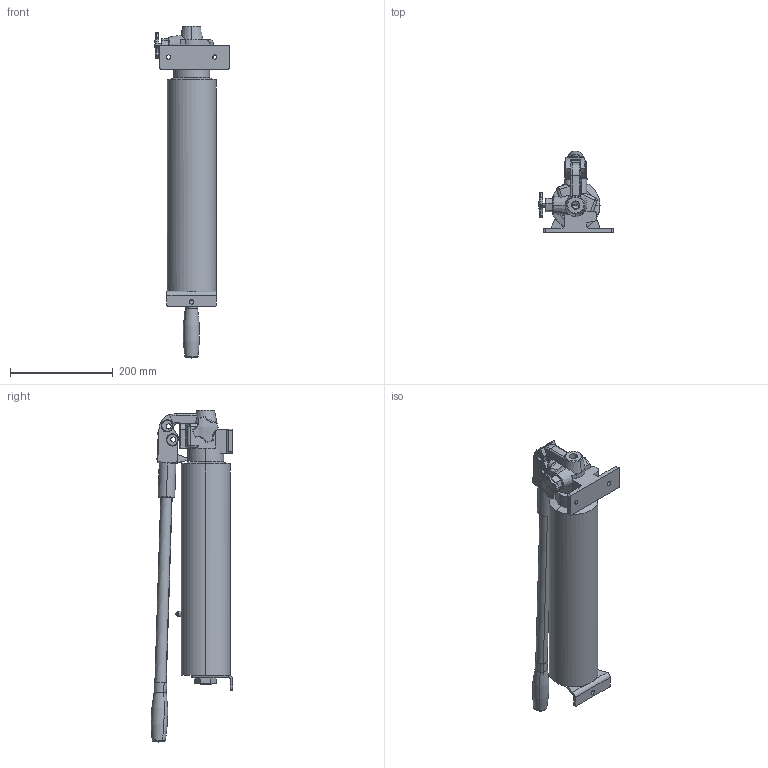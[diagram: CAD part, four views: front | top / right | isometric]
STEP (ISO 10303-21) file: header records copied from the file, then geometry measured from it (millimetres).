
FILE_DESCRIPTION (( 'STEP AP214' ), '1' );
FILE_NAME ('HP227 - STANDARD PUMP.STEP', '2017-01-30T16:24:18', ( '' ), ( '' ), 'SwSTEP 2.0', 'SolidWorks 2017', '' );
FILE_SCHEMA (( 'AUTOMOTIVE_DESIGN' ));
Length unit declared in the file: millimetre
Products named in the file (7): HLC022TU001; PP7-45; HP227 - STANDARD PUMP; HP227 PUMP HD (MOCK UP); HP227-24; HP227 TANK; HP BREATHER PLUG
Assembly tree (6 placements, depth 2):
  HP227 - STANDARD PUMP
    HP227 PUMP HD (MOCK UP)
    PP7-45
    HP227-24
    HLC022TU001
    HP BREATHER PLUG
    HP227 TANK
Bounding box: 145.62 x 158.92 x 645.7 mm (x, y, z)
Volume: 1190104.8 mm3; surface area: 448167.4 mm2
Topology: 6 solids, 6 shells, 419 faces, 1031 edges, 618 vertices
Faces by surface type: cylinder 145, plane 138, torus 48, cone 35, sphere 32, bspline 21
Entity records: 13922 total; most frequent: CARTESIAN_POINT 3655, DIRECTION 2235, ORIENTED_EDGE 2002, EDGE_CURVE 1001, AXIS2_PLACEMENT_3D 882, VERTEX_POINT 610, CIRCLE 475, VECTOR 471
